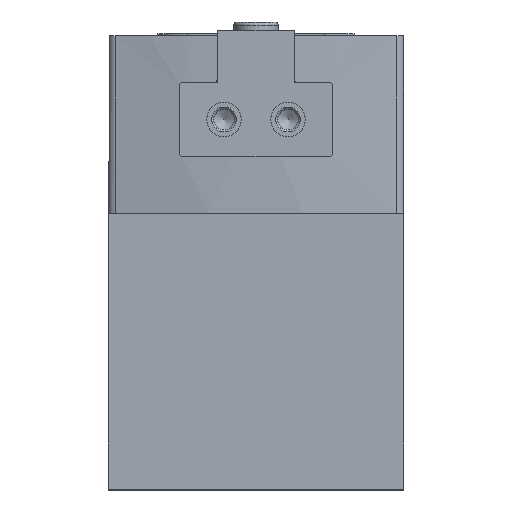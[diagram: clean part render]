
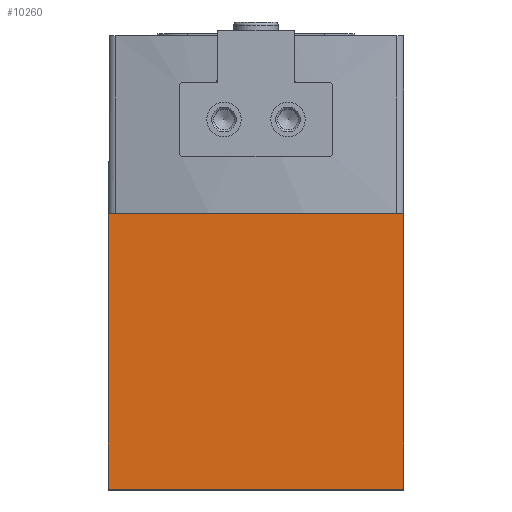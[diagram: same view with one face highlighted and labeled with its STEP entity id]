
A CAD part, top view. The second image highlights one B-rep face of the part: STEP entity #10260.
In plain terms, the highlighted planar face has unit normal (0, 0, 1).
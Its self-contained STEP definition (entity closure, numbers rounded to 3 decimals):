
#1195=ORIENTED_EDGE('',*,*,#3046,.T.);
#1196=ORIENTED_EDGE('',*,*,#3008,.F.);
#1197=ORIENTED_EDGE('',*,*,#3123,.F.);
#1198=ORIENTED_EDGE('',*,*,#2978,.T.);
#2978=EDGE_CURVE('',#3918,#3917,#4503,.T.);
#3008=EDGE_CURVE('',#3943,#3944,#4526,.T.);
#3046=EDGE_CURVE('',#3917,#3944,#4547,.T.);
#3123=EDGE_CURVE('',#3918,#3943,#4585,.T.);
#3917=VERTEX_POINT('',#14741);
#3918=VERTEX_POINT('',#14743);
#3943=VERTEX_POINT('',#14798);
#3944=VERTEX_POINT('',#14800);
#4503=LINE('',#14742,#5027);
#4526=LINE('',#14799,#5050);
#4547=LINE('',#14873,#5071);
#4585=LINE('',#15020,#5109);
#5027=VECTOR('',#11982,1000.);
#5050=VECTOR('',#12021,1000.);
#5071=VECTOR('',#12080,1000.);
#5109=VECTOR('',#12214,1000.);
#5585=EDGE_LOOP('',(#1195,#1196,#1197,#1198));
#6273=FACE_BOUND('',#5585,.T.);
#6897=PLANE('',#10925);
#10260=ADVANCED_FACE('',(#6273),#6897,.F.);
#10925=AXIS2_PLACEMENT_3D('',#15019,#12212,#12213);
#11982=DIRECTION('',(0.,-1.,0.));
#12021=DIRECTION('',(0.,-1.,0.));
#12080=DIRECTION('',(1.,0.,0.));
#12212=DIRECTION('',(0.,0.,-1.));
#12213=DIRECTION('',(-1.,0.,0.));
#12214=DIRECTION('',(1.,0.,0.));
#14741=CARTESIAN_POINT('',(-30.,0.,50.));
#14742=CARTESIAN_POINT('',(-30.,56.,50.));
#14743=CARTESIAN_POINT('',(-30.,56.,50.));
#14798=CARTESIAN_POINT('',(30.,56.,50.));
#14799=CARTESIAN_POINT('',(30.,56.,50.));
#14800=CARTESIAN_POINT('',(30.,0.,50.));
#14873=CARTESIAN_POINT('',(-30.,0.,50.));
#15019=CARTESIAN_POINT('',(-30.,56.,50.));
#15020=CARTESIAN_POINT('',(-30.,56.,50.));
